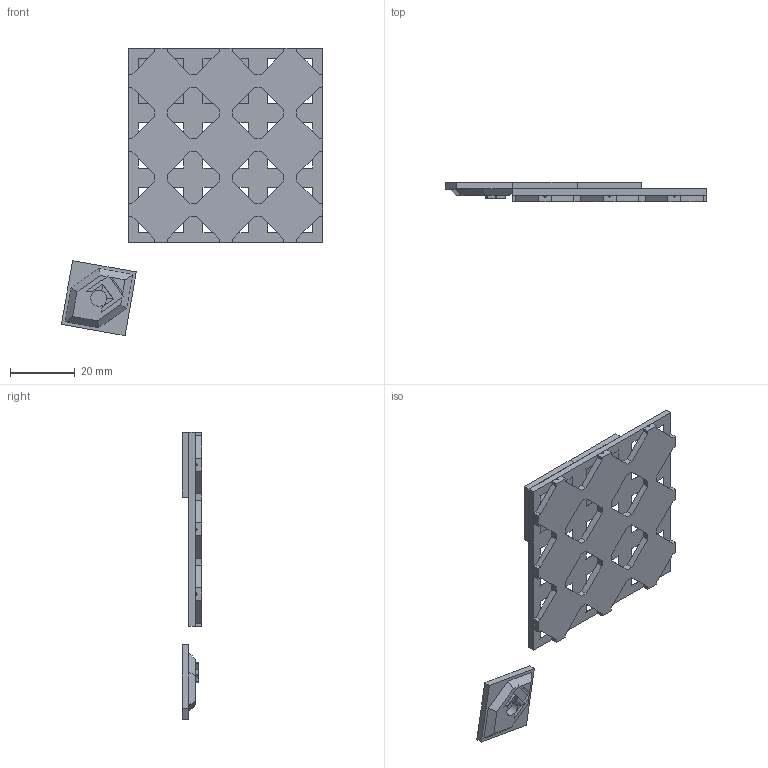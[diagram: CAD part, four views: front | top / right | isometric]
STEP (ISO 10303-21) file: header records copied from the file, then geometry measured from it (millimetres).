
FILE_DESCRIPTION (( 'STEP AP214' ), '1' );
FILE_NAME ('Prototype 1 - Assembled.STEP', '2025-10-05T08:23:09', ( '' ), ( '' ), 'SwSTEP 2.0', 'SolidWorks 2025', '' );
FILE_SCHEMA (( 'AUTOMOTIVE_DESIGN' ));
Length unit declared in the file: millimetre
Products named in the file (4): Prototype 1 - Assembled; Prototype 1 - base layer 2; Prototype 1 - module base; Prototype 1 - base layer 1
Assembly tree (5 placements, depth 2):
  Prototype 1 - Assembled
    Prototype 1 - base layer 1
    Prototype 1 - base layer 2
    Prototype 1 - module base  x3
Bounding box: 80.79 x 6 x 88.81 mm (x, y, z)
Volume: 8724.2 mm3; surface area: 14872.4 mm2
Topology: 6 solids, 6 shells, 692 faces, 2016 edges, 1312 vertices
Faces by surface type: plane 588, cylinder 104
Entity records: 21036 total; most frequent: CARTESIAN_POINT 4910, ORIENTED_EDGE 3600, DIRECTION 2906, EDGE_CURVE 1800, LINE 1562, VECTOR 1562, VERTEX_POINT 1168, AXIS2_PLACEMENT_3D 672
